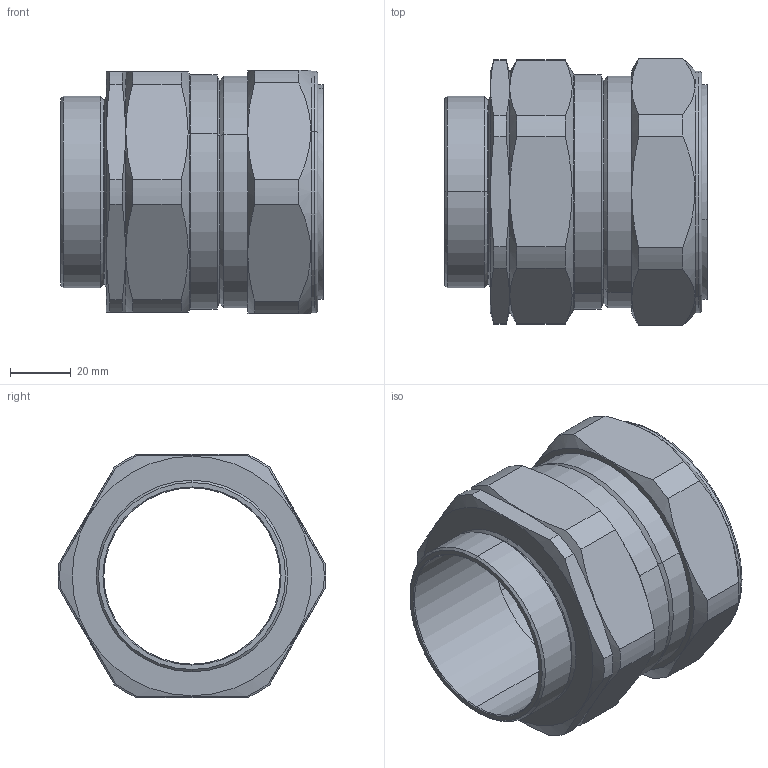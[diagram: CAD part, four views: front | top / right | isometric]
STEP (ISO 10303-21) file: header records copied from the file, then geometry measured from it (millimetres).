
FILE_DESCRIPTION (( 'STEP AP203' ), '1' );
FILE_NAME ('63CXED1RA.STEP', '2021-03-11T16:18:59', ( '' ), ( '' ), 'SwSTEP 2.0', 'SolidWorks 2017', '' );
FILE_SCHEMA (( 'CONFIG_CONTROL_DESIGN' ));
Length unit declared in the file: millimetre
Products named in the file (1): 63CXED1RA
Bounding box: 86.3 x 87.96 x 80 mm (x, y, z)
Volume: 144166.4 mm3; surface area: 45472.9 mm2
Topology: 1 solids, 18 shells, 245 faces, 574 edges, 372 vertices
Faces by surface type: plane 92, cylinder 58, bspline 55, cone 34, torus 6
Entity records: 10145 total; most frequent: CARTESIAN_POINT 4821, ORIENTED_EDGE 1148, DIRECTION 946, EDGE_CURVE 574, VERTEX_POINT 372, AXIS2_PLACEMENT_3D 349, EDGE_LOOP 254, LINE 248
